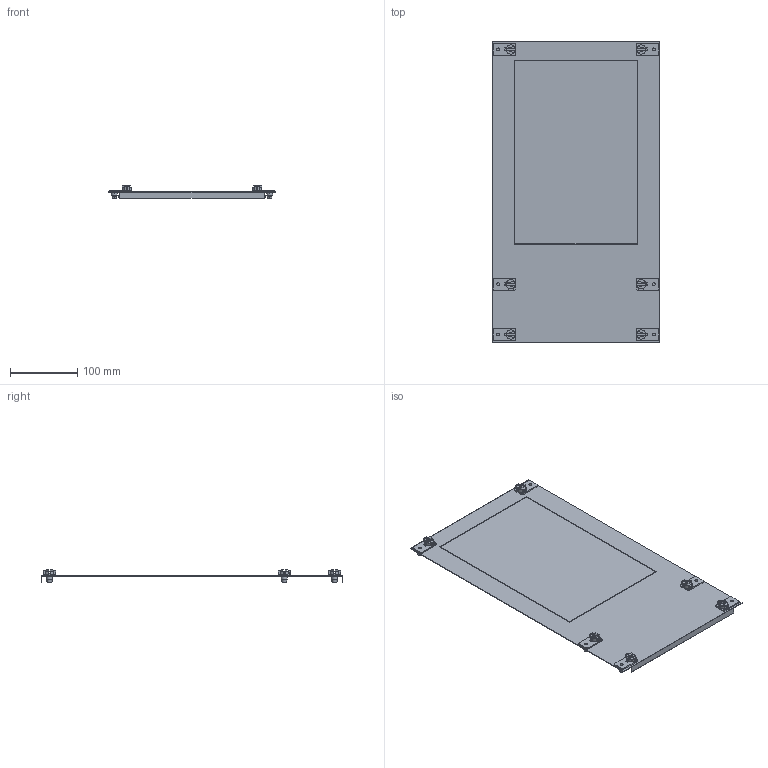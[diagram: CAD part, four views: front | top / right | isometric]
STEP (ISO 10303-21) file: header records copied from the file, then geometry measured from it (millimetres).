
FILE_DESCRIPTION((''),'2;1');
FILE_NAME('001101443_CP_1_3_F_ASM','2023-01-23T13:54:23',('klemen.sitar'),('Audax d.o.o.'),'CREO PARAMETRIC BY PTC INC, 2021304','CREO PARAMETRIC BY PTC INC, 2021304','');
FILE_SCHEMA(('AP242_MANAGED_MODEL_BASED_3D_ENGINEERING_MIM_LF { 1 0 10303 442 1 1 4 }'));
Length unit declared in the file: millimetre
Products named in the file (16): PRT0002_1_1_1_1_1_1; PRT0002_1_1_1_1_1_1_2_1_1_2_1_1; PRT0003_1_1_1_1_1_1_2_1_1_2_1_1; PRT0002_1_1_1_1_1_1_2_3_1_1_2_1; PRT0003_1_1_1_1_1_1_2_3_1_1_2_1; PRT0002_1_1_1_1_2_1_1_1_1; PRT0003_1_1_1_1_1_2_3_1_1; PRT0002_1_1_1_1_2_3_1_1_1_1; PRT0003_1_1_1_1_1_1_2_3_4_5_1_1; REA1_ASM; PRT0002_1_1_1_1_1_1_2_1_1_2_3_4; PRT0003_1_1_1_1_1_1_2_1_1_2_3_4; PRT0002_1_1_1_1_1_1_2_3_1_1_2_4; PRT0003_1_1_1_1_1_1_2_3_1_1_2_4; 001101443_CP_1_3_F_ASM_1_ASM; 001101443_CP_1_3_F_ASM
Assembly tree (15 placements, depth 4):
  001101443_CP_1_3_F_ASM
    001101443_CP_1_3_F_ASM_1_ASM
      PRT0002_1_1_1_1_1_1
      PRT0002_1_1_1_1_1_1_2_1_1_2_1_1
      PRT0003_1_1_1_1_1_1_2_1_1_2_1_1
      PRT0002_1_1_1_1_1_1_2_3_1_1_2_1
      PRT0003_1_1_1_1_1_1_2_3_1_1_2_1
      REA1_ASM
        PRT0002_1_1_1_1_2_1_1_1_1
        PRT0003_1_1_1_1_1_2_3_1_1
        PRT0002_1_1_1_1_2_3_1_1_1_1
        PRT0003_1_1_1_1_1_1_2_3_4_5_1_1
      PRT0002_1_1_1_1_1_1_2_1_1_2_3_4
      PRT0003_1_1_1_1_1_1_2_1_1_2_3_4
      PRT0002_1_1_1_1_1_1_2_3_1_1_2_4
      PRT0003_1_1_1_1_1_1_2_3_1_1_2_4
Bounding box: 250 x 450 x 18.6 mm (x, y, z)
Volume: 132130.4 mm3; surface area: 250959.2 mm2
Topology: 14 solids, 14 shells, 528 faces, 1596 edges, 1192 vertices
Faces by surface type: plane 336, cylinder 180, cone 12
Entity records: 28040 total; most frequent: CARTESIAN_POINT 4207, DIRECTION 3158, ORIENTED_EDGE 3012, PRESENTATION_STYLE_ASSIGNMENT 1683, STYLED_ITEM 1683, CURVE_STYLE 1669, EDGE_CURVE 1506, PRESENTATION_LAYER_ASSIGNMENT 1445
